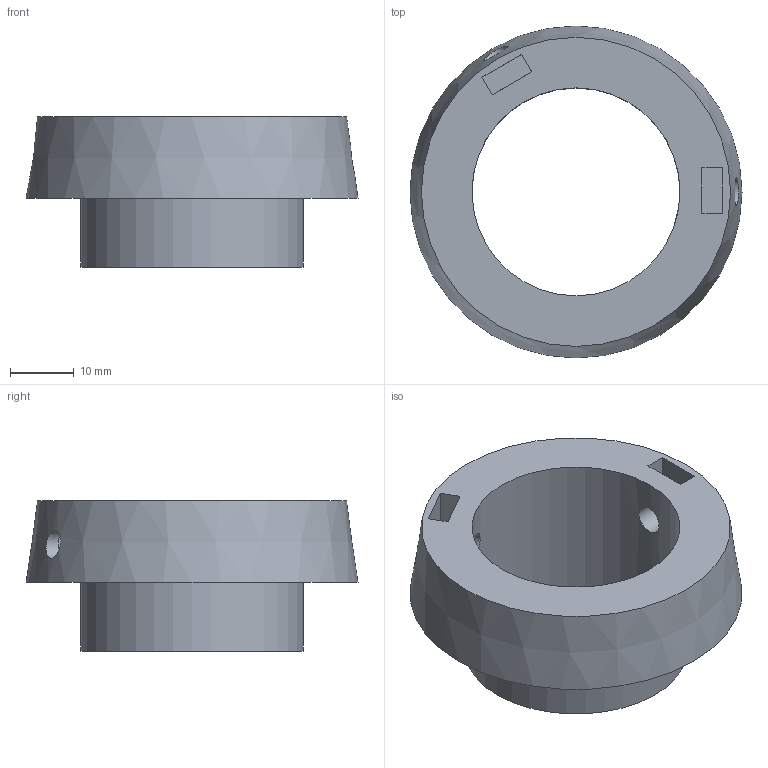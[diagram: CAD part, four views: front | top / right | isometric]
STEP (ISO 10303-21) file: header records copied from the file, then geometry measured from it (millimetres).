
FILE_DESCRIPTION(('FreeCAD Model'),'2;1');
FILE_NAME('FTto1.25.step', '2019-05-05T16:14:04',('Author'),(''), 'Open CASCADE STEP processor 7.2','FreeCAD','Unknown');
FILE_SCHEMA(('AUTOMOTIVE_DESIGN { 1 0 10303 214 1 1 1 1 }'));
Length unit declared in the file: millimetre
Products named in the file (1): Cut003003
Bounding box: 52.2 x 52.2 x 23.6 mm (x, y, z)
Volume: 15455 mm3; surface area: 8466.2 mm2
Topology: 1 solids, 1 shells, 24 faces, 55 edges, 36 vertices
Faces by surface type: plane 15, cylinder 8, cone 1
Full cylindrical faces by diameter (mm): 2.5 x2, 4.4 x4, 32.7 x1, 35 x1
Entity records: 3040 total; most frequent: CARTESIAN_POINT 1901, DIRECTION 195, ORIENTED_EDGE 110, PCURVE 110, DEFINITIONAL_REPRESENTATION 110, LINE 103, VECTOR 103, EDGE_CURVE 55
